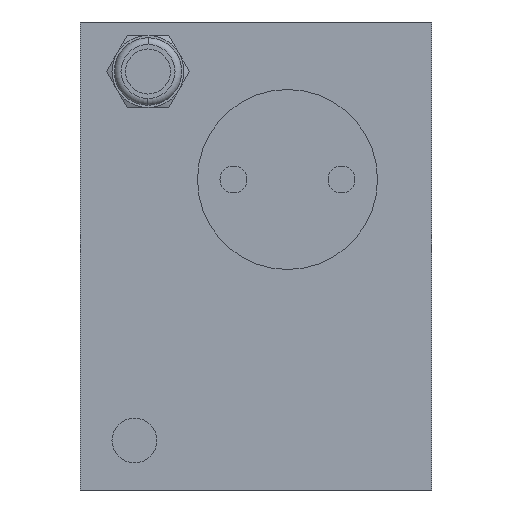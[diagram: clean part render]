
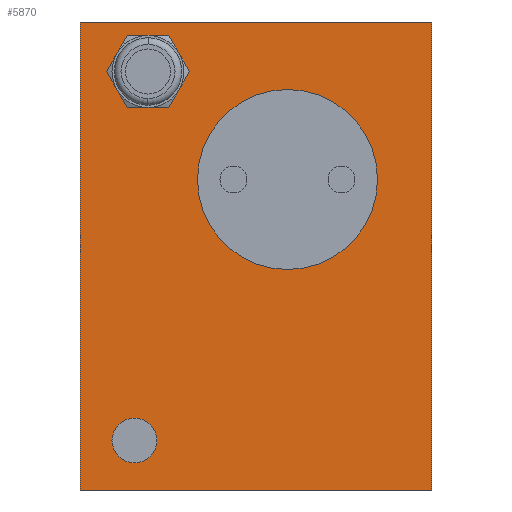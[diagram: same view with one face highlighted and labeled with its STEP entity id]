
A CAD part, left-side view. The second image highlights one B-rep face of the part: STEP entity #5870.
In plain terms, the highlighted planar face has unit normal (-1, 0, 0).
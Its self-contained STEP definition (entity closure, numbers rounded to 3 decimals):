
#17=DIRECTION('',(0.,-1.,0.));
#18=VECTOR('',#17,39.);
#19=CARTESIAN_POINT('',(0.,39.,0.));
#20=LINE('',#19,#18);
#695=DIRECTION('',(0.,0.,1.));
#696=VECTOR('',#695,52.);
#697=CARTESIAN_POINT('',(0.,39.,-52.));
#698=LINE('',#697,#696);
#739=DIRECTION('',(0.,-1.,0.));
#740=VECTOR('',#739,39.);
#741=CARTESIAN_POINT('',(0.,39.,-52.));
#742=LINE('',#741,#740);
#743=DIRECTION('',(0.,0.,1.));
#744=VECTOR('',#743,52.);
#745=CARTESIAN_POINT('',(0.,0.,-52.));
#746=LINE('',#745,#744);
#747=CARTESIAN_POINT('',(0.,16.,-17.5));
#748=DIRECTION('',(1.,0.,0.));
#749=DIRECTION('',(0.,0.,-1.));
#750=AXIS2_PLACEMENT_3D('',#747,#748,#749);
#752=CARTESIAN_POINT('',(0.,16.,-17.5));
#753=DIRECTION('',(1.,0.,0.));
#754=DIRECTION('',(0.,0.,1.));
#755=AXIS2_PLACEMENT_3D('',#752,#753,#754);
#757=CARTESIAN_POINT('',(0.,33.,-46.5));
#758=DIRECTION('',(1.,0.,0.));
#759=DIRECTION('',(0.,0.,-1.));
#760=AXIS2_PLACEMENT_3D('',#757,#758,#759);
#762=CARTESIAN_POINT('',(0.,33.,-46.5));
#763=DIRECTION('',(1.,0.,0.));
#764=DIRECTION('',(0.,0.,1.));
#765=AXIS2_PLACEMENT_3D('',#762,#763,#764);
#767=CARTESIAN_POINT('',(0.,31.5,-5.5));
#768=DIRECTION('',(-1.,0.,0.));
#769=DIRECTION('',(0.,-0.866,0.5));
#770=AXIS2_PLACEMENT_3D('',#767,#768,#769);
#772=CARTESIAN_POINT('',(0.,31.5,-5.5));
#773=DIRECTION('',(-1.,0.,0.));
#774=DIRECTION('',(0.,0.,1.));
#775=AXIS2_PLACEMENT_3D('',#772,#773,#774);
#777=CARTESIAN_POINT('',(0.,31.5,-5.5));
#778=DIRECTION('',(-1.,0.,0.));
#779=DIRECTION('',(0.,0.866,0.5));
#780=AXIS2_PLACEMENT_3D('',#777,#778,#779);
#782=CARTESIAN_POINT('',(0.,31.5,-5.5));
#783=DIRECTION('',(-1.,0.,0.));
#784=DIRECTION('',(0.,0.866,-0.5));
#785=AXIS2_PLACEMENT_3D('',#782,#783,#784);
#787=CARTESIAN_POINT('',(0.,31.5,-5.5));
#788=DIRECTION('',(-1.,0.,0.));
#789=DIRECTION('',(0.,0.,-1.));
#790=AXIS2_PLACEMENT_3D('',#787,#788,#789);
#792=CARTESIAN_POINT('',(0.,31.5,-5.5));
#793=DIRECTION('',(-1.,0.,0.));
#794=DIRECTION('',(0.,-0.866,-0.5));
#795=AXIS2_PLACEMENT_3D('',#792,#793,#794);
#4083=CARTESIAN_POINT('',(0.,0.,-52.));
#4084=VERTEX_POINT('',#4083);
#4085=CARTESIAN_POINT('',(0.,39.,-52.));
#4086=VERTEX_POINT('',#4085);
#4107=CARTESIAN_POINT('',(0.,0.,0.));
#4108=VERTEX_POINT('',#4107);
#4113=CARTESIAN_POINT('',(0.,39.,0.));
#4114=VERTEX_POINT('',#4113);
#4115=CARTESIAN_POINT('',(0.,16.,-27.5));
#4116=CARTESIAN_POINT('',(0.,16.,-7.5));
#4117=VERTEX_POINT('',#4115);
#4118=VERTEX_POINT('',#4116);
#4119=CARTESIAN_POINT('',(0.,33.,-49.));
#4120=CARTESIAN_POINT('',(0.,33.,-44.));
#4121=VERTEX_POINT('',#4119);
#4122=VERTEX_POINT('',#4120);
#5185=CARTESIAN_POINT('',(0.,28.036,-3.5));
#5186=CARTESIAN_POINT('',(0.,31.5,-1.5));
#5187=VERTEX_POINT('',#5185);
#5188=VERTEX_POINT('',#5186);
#5189=CARTESIAN_POINT('',(0.,34.964,-7.5));
#5190=CARTESIAN_POINT('',(0.,31.5,-9.5));
#5191=VERTEX_POINT('',#5189);
#5192=VERTEX_POINT('',#5190);
#5193=CARTESIAN_POINT('',(0.,28.036,-7.5));
#5194=VERTEX_POINT('',#5193);
#5195=CARTESIAN_POINT('',(0.,34.964,-3.5));
#5196=VERTEX_POINT('',#5195);
#5832=CARTESIAN_POINT('',(0.,19.5,-26.));
#5833=DIRECTION('',(1.,0.,0.));
#5834=DIRECTION('',(0.,-1.,0.));
#5835=AXIS2_PLACEMENT_3D('',#5832,#5833,#5834);
#5836=PLANE('',#5835);
#5837=ORIENTED_EDGE('',*,*,#5717,.F.);
#5838=ORIENTED_EDGE('',*,*,#5803,.T.);
#5839=ORIENTED_EDGE('',*,*,#5224,.T.);
#5841=ORIENTED_EDGE('',*,*,#5840,.F.);
#5842=EDGE_LOOP('',(#5837,#5838,#5839,#5841));
#5843=FACE_OUTER_BOUND('',#5842,.F.);
#5845=ORIENTED_EDGE('',*,*,#5844,.F.);
#5847=ORIENTED_EDGE('',*,*,#5846,.F.);
#5848=EDGE_LOOP('',(#5845,#5847));
#5849=FACE_BOUND('',#5848,.F.);
#5851=ORIENTED_EDGE('',*,*,#5850,.F.);
#5853=ORIENTED_EDGE('',*,*,#5852,.F.);
#5854=EDGE_LOOP('',(#5851,#5853));
#5855=FACE_BOUND('',#5854,.F.);
#5857=ORIENTED_EDGE('',*,*,#5856,.T.);
#5859=ORIENTED_EDGE('',*,*,#5858,.T.);
#5861=ORIENTED_EDGE('',*,*,#5860,.T.);
#5863=ORIENTED_EDGE('',*,*,#5862,.T.);
#5865=ORIENTED_EDGE('',*,*,#5864,.T.);
#5867=ORIENTED_EDGE('',*,*,#5866,.T.);
#5868=EDGE_LOOP('',(#5857,#5859,#5861,#5863,#5865,#5867));
#5869=FACE_BOUND('',#5868,.F.);
#5870=ADVANCED_FACE('',(#5843,#5849,#5855,#5869),#5836,.F.);
#751=CIRCLE('',#750,10.);
#756=CIRCLE('',#755,10.);
#761=CIRCLE('',#760,2.5);
#766=CIRCLE('',#765,2.5);
#771=CIRCLE('',#770,4.);
#776=CIRCLE('',#775,4.);
#781=CIRCLE('',#780,4.);
#786=CIRCLE('',#785,4.);
#791=CIRCLE('',#790,4.);
#796=CIRCLE('',#795,4.);
#5224=EDGE_CURVE('',#4114,#4108,#20,.T.);
#5717=EDGE_CURVE('',#4086,#4084,#742,.T.);
#5803=EDGE_CURVE('',#4086,#4114,#698,.T.);
#5840=EDGE_CURVE('',#4084,#4108,#746,.T.);
#5844=EDGE_CURVE('',#4117,#4118,#751,.T.);
#5846=EDGE_CURVE('',#4118,#4117,#756,.T.);
#5850=EDGE_CURVE('',#4121,#4122,#761,.T.);
#5852=EDGE_CURVE('',#4122,#4121,#766,.T.);
#5856=EDGE_CURVE('',#5187,#5188,#771,.T.);
#5858=EDGE_CURVE('',#5188,#5196,#776,.T.);
#5860=EDGE_CURVE('',#5196,#5191,#781,.T.);
#5862=EDGE_CURVE('',#5191,#5192,#786,.T.);
#5864=EDGE_CURVE('',#5192,#5194,#791,.T.);
#5866=EDGE_CURVE('',#5194,#5187,#796,.T.);
